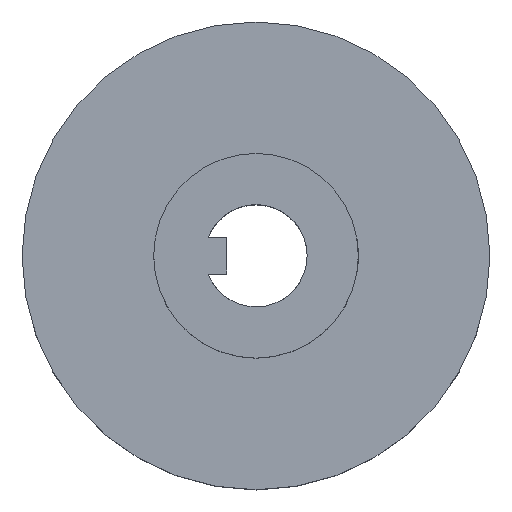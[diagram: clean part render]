
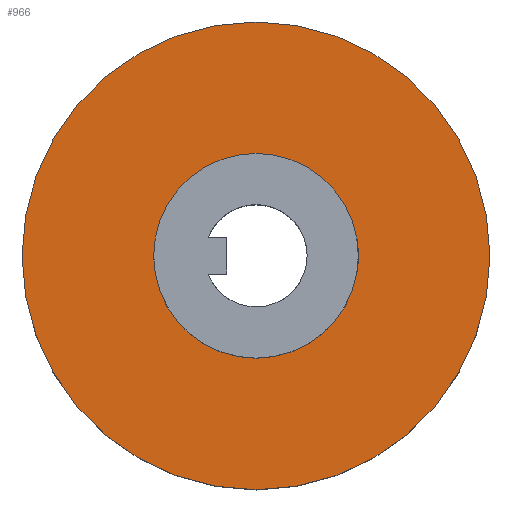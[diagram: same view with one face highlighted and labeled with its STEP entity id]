
A CAD part, top view. The second image highlights one B-rep face of the part: STEP entity #966.
In plain terms, the highlighted planar face has unit normal (0, 0, 1).
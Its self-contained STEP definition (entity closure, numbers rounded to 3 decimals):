
#22 = VERTEX_POINT('',#23);
#23 = CARTESIAN_POINT('',(0.,14.,16.));
#32 = CYLINDRICAL_SURFACE('',#33,14.);
#33 = AXIS2_PLACEMENT_3D('',#34,#35,#36);
#34 = CARTESIAN_POINT('',(0.,0.,16.));
#35 = DIRECTION('',(0.,0.,1.));
#36 = DIRECTION('',(0.,1.,0.));
#51 = EDGE_CURVE('',#22,#22,#52,.T.);
#52 = SURFACE_CURVE('',#53,(#58,#65),.PCURVE_S1.);
#53 = CIRCLE('',#54,14.);
#54 = AXIS2_PLACEMENT_3D('',#55,#56,#57);
#55 = CARTESIAN_POINT('',(0.,0.,16.));
#56 = DIRECTION('',(0.,0.,-1.));
#57 = DIRECTION('',(0.,1.,0.));
#58 = PCURVE('',#32,#59);
#59 = DEFINITIONAL_REPRESENTATION('',(#60),#64);
#60 = LINE('',#61,#62);
#61 = CARTESIAN_POINT('',(-0.,0.));
#62 = VECTOR('',#63,1.);
#63 = DIRECTION('',(-1.,0.));
#64 = ( GEOMETRIC_REPRESENTATION_CONTEXT(2) 
PARAMETRIC_REPRESENTATION_CONTEXT() REPRESENTATION_CONTEXT('2D SPACE',''
  ) );
#65 = PCURVE('',#66,#71);
#66 = PLANE('',#67);
#67 = AXIS2_PLACEMENT_3D('',#68,#69,#70);
#68 = CARTESIAN_POINT('',(0.,0.,16.));
#69 = DIRECTION('',(0.,0.,1.));
#70 = DIRECTION('',(0.,-1.,0.));
#71 = DEFINITIONAL_REPRESENTATION('',(#72),#80);
#72 = ( BOUNDED_CURVE() B_SPLINE_CURVE(2,(#73,#74,#75,#76,#77,#78,#79),
.UNSPECIFIED.,.T.,.F.) B_SPLINE_CURVE_WITH_KNOTS((1,2,2,2,2,1),(
    -2.094,0.,2.094,4.189,6.283,
8.378),.UNSPECIFIED.) CURVE() GEOMETRIC_REPRESENTATION_ITEM() 
RATIONAL_B_SPLINE_CURVE((1.,0.5,1.,0.5,1.,0.5,1.)) REPRESENTATION_ITEM(
  '') );
#73 = CARTESIAN_POINT('',(-14.,0.));
#74 = CARTESIAN_POINT('',(-14.,24.249));
#75 = CARTESIAN_POINT('',(7.,12.124));
#76 = CARTESIAN_POINT('',(28.,0.));
#77 = CARTESIAN_POINT('',(7.,-12.124));
#78 = CARTESIAN_POINT('',(-14.,-24.249));
#79 = CARTESIAN_POINT('',(-14.,0.));
#80 = ( GEOMETRIC_REPRESENTATION_CONTEXT(2) 
PARAMETRIC_REPRESENTATION_CONTEXT() REPRESENTATION_CONTEXT('2D SPACE',''
  ) );
#966 = ADVANCED_FACE('',(#967,#1002),#66,.T.);
#967 = FACE_BOUND('',#968,.F.);
#968 = EDGE_LOOP('',(#969));
#969 = ORIENTED_EDGE('',*,*,#970,.T.);
#970 = EDGE_CURVE('',#971,#971,#973,.T.);
#971 = VERTEX_POINT('',#972);
#972 = CARTESIAN_POINT('',(0.,32.,16.));
#973 = SURFACE_CURVE('',#974,(#979,#990),.PCURVE_S1.);
#974 = CIRCLE('',#975,32.);
#975 = AXIS2_PLACEMENT_3D('',#976,#977,#978);
#976 = CARTESIAN_POINT('',(0.,0.,16.));
#977 = DIRECTION('',(0.,0.,-1.));
#978 = DIRECTION('',(0.,1.,0.));
#979 = PCURVE('',#66,#980);
#980 = DEFINITIONAL_REPRESENTATION('',(#981),#989);
#981 = ( BOUNDED_CURVE() B_SPLINE_CURVE(2,(#982,#983,#984,#985,#986,#987
,#988),.UNSPECIFIED.,.T.,.F.) B_SPLINE_CURVE_WITH_KNOTS((1,2,2,2,2,1),(
    -2.094,0.,2.094,4.189,6.283,
8.378),.UNSPECIFIED.) CURVE() GEOMETRIC_REPRESENTATION_ITEM() 
RATIONAL_B_SPLINE_CURVE((1.,0.5,1.,0.5,1.,0.5,1.)) REPRESENTATION_ITEM(
  '') );
#982 = CARTESIAN_POINT('',(-32.,0.));
#983 = CARTESIAN_POINT('',(-32.,55.426));
#984 = CARTESIAN_POINT('',(16.,27.713));
#985 = CARTESIAN_POINT('',(64.,0.));
#986 = CARTESIAN_POINT('',(16.,-27.713));
#987 = CARTESIAN_POINT('',(-32.,-55.426));
#988 = CARTESIAN_POINT('',(-32.,0.));
#989 = ( GEOMETRIC_REPRESENTATION_CONTEXT(2) 
PARAMETRIC_REPRESENTATION_CONTEXT() REPRESENTATION_CONTEXT('2D SPACE',''
  ) );
#990 = PCURVE('',#991,#996);
#991 = CONICAL_SURFACE('',#992,30.268,1.047);
#992 = AXIS2_PLACEMENT_3D('',#993,#994,#995);
#993 = CARTESIAN_POINT('',(0.,0.,15.));
#994 = DIRECTION('',(0.,0.,1.));
#995 = DIRECTION('',(0.,1.,0.));
#996 = DEFINITIONAL_REPRESENTATION('',(#997),#1001);
#997 = LINE('',#998,#999);
#998 = CARTESIAN_POINT('',(-0.,1.));
#999 = VECTOR('',#1000,1.);
#1000 = DIRECTION('',(-1.,0.));
#1001 = ( GEOMETRIC_REPRESENTATION_CONTEXT(2) 
PARAMETRIC_REPRESENTATION_CONTEXT() REPRESENTATION_CONTEXT('2D SPACE',''
  ) );
#1002 = FACE_BOUND('',#1003,.F.);
#1003 = EDGE_LOOP('',(#1004));
#1004 = ORIENTED_EDGE('',*,*,#51,.F.);
